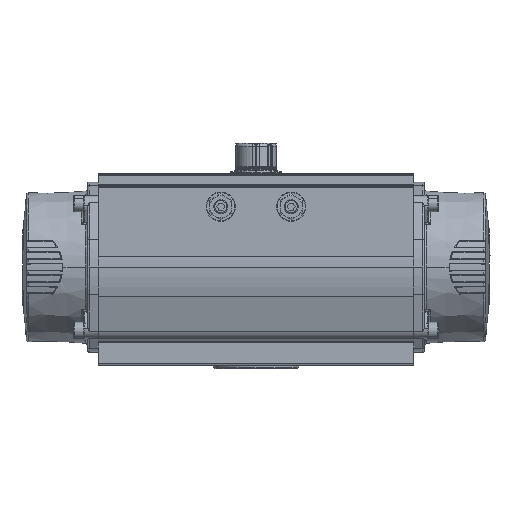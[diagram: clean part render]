
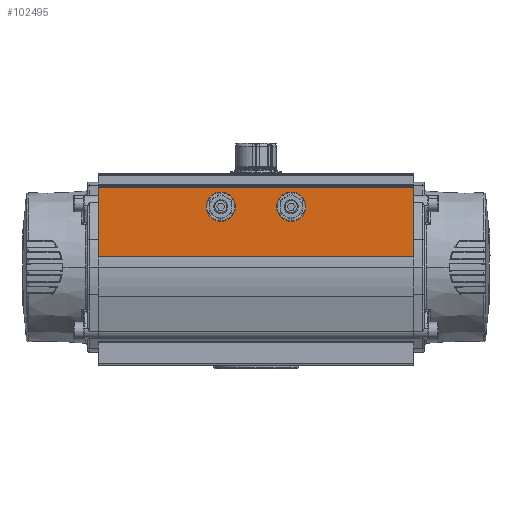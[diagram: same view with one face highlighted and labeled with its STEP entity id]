
A CAD part, top view. The second image highlights one B-rep face of the part: STEP entity #102495.
In plain terms, the highlighted face is planar.
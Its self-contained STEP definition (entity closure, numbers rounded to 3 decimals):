
#23935 = EDGE_CURVE ( 'NONE', #27473, #30279, #79633, .T. ) ;
#27473 = VERTEX_POINT ( 'NONE', #110221 ) ;
#28336 = VERTEX_POINT ( 'NONE', #112295 ) ;
#28791 = VERTEX_POINT ( 'NONE', #112475 ) ;
#29200 = EDGE_CURVE ( 'NONE', #28336, #28791, #112591, .T. ) ;
#30279 = VERTEX_POINT ( 'NONE', #112954 ) ;
#32174 = CARTESIAN_POINT ( 'NONE',  ( -60.876, -49.823, 47.5 ) ) ;
#32213 = CIRCLE ( 'NONE', #32281, 14.5 ) ;
#32224 = CARTESIAN_POINT ( 'NONE',  ( -60.876, -157.323, 66.5 ) ) ;
#32256 = DIRECTION ( 'NONE',  ( 0., 1., 0. ) ) ;
#32257 = VECTOR ( 'NONE', #32256, 1000. ) ;
#32258 = CARTESIAN_POINT ( 'NONE',  ( -60.876, -0.323, 66.5 ) ) ;
#32260 = LINE ( 'NONE', #32258, #32257 ) ;
#32266 = DIRECTION ( 'NONE',  ( 0., 0., -1. ) ) ;
#32267 = DIRECTION ( 'NONE',  ( 1., 0., 0. ) ) ;
#32268 = CARTESIAN_POINT ( 'NONE',  ( -60.876, -35.323, 47.5 ) ) ;
#32269 = CARTESIAN_POINT ( 'NONE',  ( -60.876, 156.677, 66.5 ) ) ;
#32281 = AXIS2_PLACEMENT_3D ( 'NONE', #32268, #32267, #32266 ) ;
#50280 = DIRECTION ( 'NONE',  ( 0., 0., -1. ) ) ;
#50281 = DIRECTION ( 'NONE',  ( 1., 0., 0. ) ) ;
#50282 = CARTESIAN_POINT ( 'NONE',  ( -60.876, 20.177, 47.5 ) ) ;
#50283 = CIRCLE ( 'NONE', #50290, 14.5 ) ;
#50285 = DIRECTION ( 'NONE',  ( 0., 0., -1. ) ) ;
#50286 = DIRECTION ( 'NONE',  ( 1., 0., 0. ) ) ;
#50287 = CARTESIAN_POINT ( 'NONE',  ( -60.876, 34.677, 47.5 ) ) ;
#50288 = CARTESIAN_POINT ( 'NONE',  ( -60.876, -35.323, 47.5 ) ) ;
#50290 = AXIS2_PLACEMENT_3D ( 'NONE', #50288, #50281, #50280 ) ;
#50300 = CIRCLE ( 'NONE', #50302, 14.5 ) ;
#50302 = AXIS2_PLACEMENT_3D ( 'NONE', #50287, #50286, #50285 ) ;
#50330 = DIRECTION ( 'NONE',  ( 0., 0., -1. ) ) ;
#50331 = DIRECTION ( 'NONE',  ( 1., 0., 0. ) ) ;
#50332 = CARTESIAN_POINT ( 'NONE',  ( -60.876, 34.677, 47.5 ) ) ;
#50334 = AXIS2_PLACEMENT_3D ( 'NONE', #50332, #50331, #50330 ) ;
#50335 = CIRCLE ( 'NONE', #50334, 14.5 ) ;
#66140 = DIRECTION ( 'NONE',  ( 0., -1., 0. ) ) ;
#66141 = CARTESIAN_POINT ( 'NONE',  ( -60.876, -0.323, -2.265 ) ) ;
#66222 = VECTOR ( 'NONE', #66140, 1000. ) ;
#66230 = LINE ( 'NONE', #66141, #66222 ) ;
#66455 = LINE ( 'NONE', #66466, #66506 ) ;
#66460 = DIRECTION ( 'NONE',  ( 0., 0., 1. ) ) ;
#66466 = CARTESIAN_POINT ( 'NONE',  ( -60.876, -157.323, -5.308 ) ) ;
#66506 = VECTOR ( 'NONE', #66460, 1000. ) ;
#66586 = CARTESIAN_POINT ( 'NONE',  ( -60.876, -157.323, -2.265 ) ) ;
#66753 = CARTESIAN_POINT ( 'NONE',  ( -60.876, 156.677, -2.265 ) ) ;
#66972 = DIRECTION ( 'NONE',  ( 0., 0., -1. ) ) ;
#66973 = VECTOR ( 'NONE', #66972, 1000. ) ;
#66974 = CARTESIAN_POINT ( 'NONE',  ( -60.876, 156.677, 51.769 ) ) ;
#66976 = LINE ( 'NONE', #66974, #66973 ) ;
#67002 = FACE_OUTER_BOUND ( 'NONE', #102422, .T. ) ;
#67004 = FACE_BOUND ( 'NONE', #102523, .T. ) ;
#67007 = CARTESIAN_POINT ( 'NONE',  ( -60.876, -0.323, 68.5 ) ) ;
#67012 = PLANE ( 'NONE',  #67016 ) ;
#67016 = AXIS2_PLACEMENT_3D ( 'NONE', #67007, #67032, #67066 ) ;
#67026 = FACE_BOUND ( 'NONE', #102353, .T. ) ;
#67032 = DIRECTION ( 'NONE',  ( -1., 0., 0. ) ) ;
#67066 = DIRECTION ( 'NONE',  ( 0., 0., 1. ) ) ;
#75738 = EDGE_CURVE ( 'NONE', #75747, #28336, #50300, .T. ) ;
#75744 = EDGE_CURVE ( 'NONE', #30279, #105165, #50283, .T. ) ;
#75747 = VERTEX_POINT ( 'NONE', #50282 ) ;
#75749 = EDGE_CURVE ( 'NONE', #28791, #75747, #50335, .T. ) ;
#79633 = CIRCLE ( 'NONE', #79685, 14.5 ) ;
#79681 = DIRECTION ( 'NONE',  ( 0., 0., -1. ) ) ;
#79683 = DIRECTION ( 'NONE',  ( 1., 0., 0. ) ) ;
#79684 = CARTESIAN_POINT ( 'NONE',  ( -60.876, -35.323, 47.5 ) ) ;
#79685 = AXIS2_PLACEMENT_3D ( 'NONE', #79684, #79683, #79681 ) ;
#102240 = EDGE_CURVE ( 'NONE', #102388, #102345, #66230, .T. ) ;
#102312 = EDGE_CURVE ( 'NONE', #102345, #105161, #66455, .T. ) ;
#102345 = VERTEX_POINT ( 'NONE', #66586 ) ;
#102353 = EDGE_LOOP ( 'NONE', ( #102478, #102520, #102502 ) ) ;
#102357 = ORIENTED_EDGE ( 'NONE', *, *, #102240, .T. ) ;
#102388 = VERTEX_POINT ( 'NONE', #66753 ) ;
#102422 = EDGE_LOOP ( 'NONE', ( #102357, #102441, #102425, #102456 ) ) ;
#102425 = ORIENTED_EDGE ( 'NONE', *, *, #105184, .T. ) ;
#102441 = ORIENTED_EDGE ( 'NONE', *, *, #102312, .T. ) ;
#102456 = ORIENTED_EDGE ( 'NONE', *, *, #102468, .T. ) ;
#102468 = EDGE_CURVE ( 'NONE', #105190, #102388, #66976, .T. ) ;
#102478 = ORIENTED_EDGE ( 'NONE', *, *, #75738, .T. ) ;
#102495 = ADVANCED_FACE ( 'NONE', ( #67026, #67004, #67002 ), #67012, .T. ) ;
#102498 = ORIENTED_EDGE ( 'NONE', *, *, #105176, .T. ) ;
#102502 = ORIENTED_EDGE ( 'NONE', *, *, #75749, .T. ) ;
#102520 = ORIENTED_EDGE ( 'NONE', *, *, #29200, .T. ) ;
#102523 = EDGE_LOOP ( 'NONE', ( #102498, #102628, #102617 ) ) ;
#102617 = ORIENTED_EDGE ( 'NONE', *, *, #75744, .T. ) ;
#102628 = ORIENTED_EDGE ( 'NONE', *, *, #23935, .T. ) ;
#105161 = VERTEX_POINT ( 'NONE', #32224 ) ;
#105165 = VERTEX_POINT ( 'NONE', #32174 ) ;
#105176 = EDGE_CURVE ( 'NONE', #105165, #27473, #32213, .T. ) ;
#105184 = EDGE_CURVE ( 'NONE', #105161, #105190, #32260, .T. ) ;
#105190 = VERTEX_POINT ( 'NONE', #32269 ) ;
#110221 = CARTESIAN_POINT ( 'NONE',  ( -60.876, -35.323, 33. ) ) ;
#112295 = CARTESIAN_POINT ( 'NONE',  ( -60.876, 34.677, 33. ) ) ;
#112475 = CARTESIAN_POINT ( 'NONE',  ( -60.876, 49.177, 47.5 ) ) ;
#112586 = DIRECTION ( 'NONE',  ( 0., 0., -1. ) ) ;
#112587 = DIRECTION ( 'NONE',  ( 1., 0., 0. ) ) ;
#112588 = AXIS2_PLACEMENT_3D ( 'NONE', #112596, #112587, #112586 ) ;
#112591 = CIRCLE ( 'NONE', #112588, 14.5 ) ;
#112596 = CARTESIAN_POINT ( 'NONE',  ( -60.876, 34.677, 47.5 ) ) ;
#112954 = CARTESIAN_POINT ( 'NONE',  ( -60.876, -20.823, 47.5 ) ) ;
